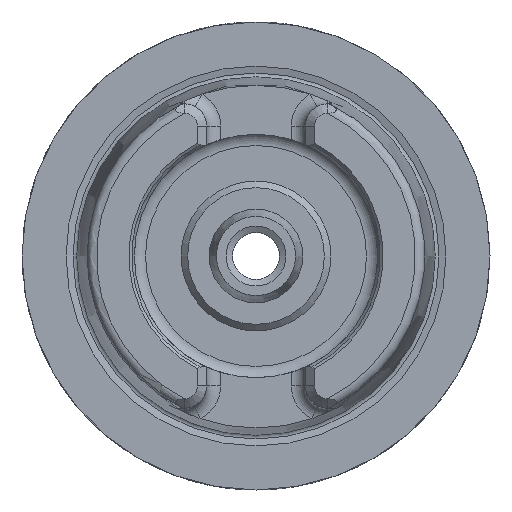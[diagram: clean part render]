
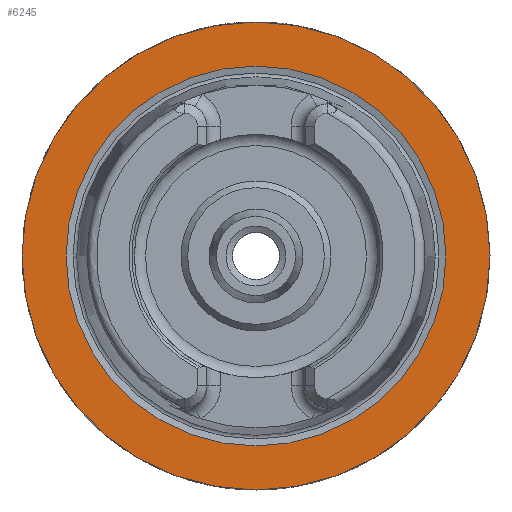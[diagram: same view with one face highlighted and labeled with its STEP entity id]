
A CAD part, left-side view. The second image highlights one B-rep face of the part: STEP entity #6245.
In plain terms, the highlighted planar face has unit normal (-1, 0, 0).
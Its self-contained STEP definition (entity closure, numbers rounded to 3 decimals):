
#5758=CARTESIAN_POINT('',(0.0,25.,0.0));
#5759=VERTEX_POINT('',#5758);
#5760=CARTESIAN_POINT('',(0.0,0.0,0.0));
#5761=DIRECTION('',(1.0,0.0,0.0));
#5762=DIRECTION('',(0.0,1.0,0.0));
#5763=AXIS2_PLACEMENT_3D('',#5760,#5761,#5762);
#5764=CIRCLE('',#5763,25.);
#5765=EDGE_CURVE('',#5759,#5759,#5764,.T.);
#6219=CARTESIAN_POINT('',(0.0,20.296,0.0));
#6220=VERTEX_POINT('',#6219);
#6221=CARTESIAN_POINT('',(0.0,0.0,0.0));
#6222=DIRECTION('',(1.0,0.0,0.0));
#6223=DIRECTION('',(0.0,1.0,0.0));
#6224=AXIS2_PLACEMENT_3D('',#6221,#6222,#6223);
#6225=CIRCLE('',#6224,20.296);
#6226=EDGE_CURVE('',#6220,#6220,#6225,.T.);
#6234=CARTESIAN_POINT('',(0.0,22.648,0.0));
#6235=DIRECTION('',(-1.0,0.0,0.0));
#6236=DIRECTION('',(0.0,0.0,1.0));
#6237=AXIS2_PLACEMENT_3D('',#6234,#6235,#6236);
#6238=PLANE('',#6237);
#6239=ORIENTED_EDGE('',*,*,#5765,.F.);
#6240=EDGE_LOOP('',(#6239));
#6241=FACE_OUTER_BOUND('',#6240,.T.);
#6242=ORIENTED_EDGE('',*,*,#6226,.T.);
#6243=EDGE_LOOP('',(#6242));
#6244=FACE_BOUND('',#6243,.T.);
#6245=ADVANCED_FACE('',(#6241,#6244),#6238,.T.);
